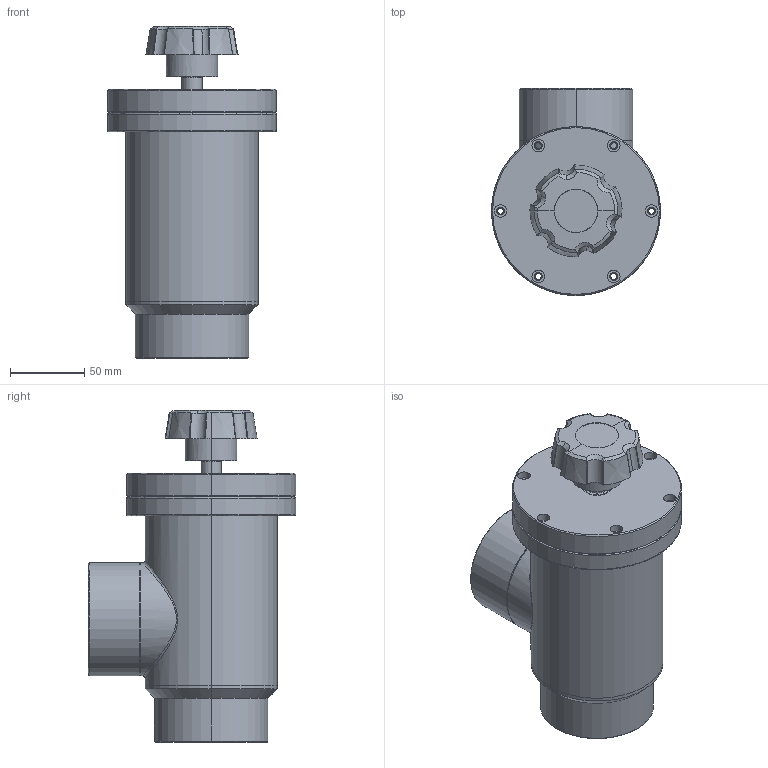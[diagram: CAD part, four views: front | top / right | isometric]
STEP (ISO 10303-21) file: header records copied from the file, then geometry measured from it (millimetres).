
FILE_DESCRIPTION (( 'STEP AP214' ), '1' );
FILE_NAME ('A-300-H_ANGLE_VALVE_RIGHT_ANGLE_VITON_BONNET_MANUAL.STEP', '2020-03-20T06:57:49', ( 'admin' ), ( 'Microsoft' ), 'SwSTEP 2.0', 'SolidWorks 2016', '' );
FILE_SCHEMA (( 'AUTOMOTIVE_DESIGN' ));
Length unit declared in the file: inch
Products named in the file (1): A-300-H_ANGLE_VALVE_RIGHT_ANGLE_VITON_BONNET_MANUAL
Bounding box: 113.67 x 139.38 x 223.27 mm (x, y, z)
Volume: 367272.1 mm3; surface area: 183066.4 mm2
Topology: 9 solids, 9 shells, 297 faces, 744 edges, 486 vertices
Faces by surface type: cylinder 128, cone 76, plane 71, bspline 22
Entity records: 12099 total; most frequent: CARTESIAN_POINT 4966, ORIENTED_EDGE 1488, DIRECTION 1418, EDGE_CURVE 744, AXIS2_PLACEMENT_3D 599, VERTEX_POINT 486, EDGE_LOOP 360, CIRCLE 323
